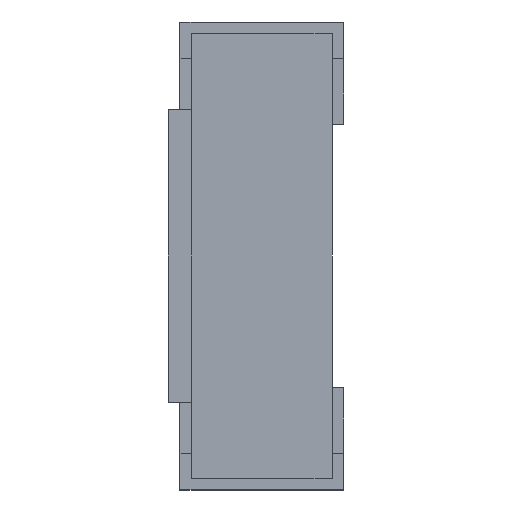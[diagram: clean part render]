
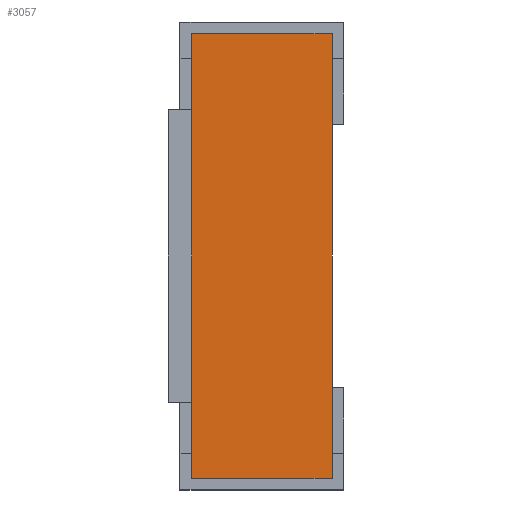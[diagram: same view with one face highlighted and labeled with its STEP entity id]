
A CAD part, left-side view. The second image highlights one B-rep face of the part: STEP entity #3057.
In plain terms, the highlighted planar face has unit normal (-1, 0, 0).
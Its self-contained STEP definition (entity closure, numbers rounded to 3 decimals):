
#19 = ORIENTED_EDGE ( 'NONE', *, *, #4355, .T. ) ;
#98 = VERTEX_POINT ( 'NONE', #1974 ) ;
#316 = CARTESIAN_POINT ( 'NONE',  ( -1.6, 0.52, -0.76 ) ) ;
#418 = VECTOR ( 'NONE', #5269, 1000. ) ;
#500 = VECTOR ( 'NONE', #3928, 1000. ) ;
#758 = DIRECTION ( 'NONE',  ( 0., 0., -1. ) ) ;
#777 = PLANE ( 'NONE',  #4710 ) ;
#1046 = EDGE_CURVE ( 'NONE', #4387, #98, #1178, .T. ) ;
#1064 = ORIENTED_EDGE ( 'NONE', *, *, #1046, .T. ) ;
#1172 = CARTESIAN_POINT ( 'NONE',  ( -1.6, 0.52, -0.76 ) ) ;
#1178 = LINE ( 'NONE', #316, #5821 ) ;
#1453 = DIRECTION ( 'NONE',  ( 0., 0., 1. ) ) ;
#1610 = DIRECTION ( 'NONE',  ( 1., 0., 0. ) ) ;
#1974 = CARTESIAN_POINT ( 'NONE',  ( -1.6, 0.04, -0.76 ) ) ;
#2120 = VERTEX_POINT ( 'NONE', #3472 ) ;
#2617 = CARTESIAN_POINT ( 'NONE',  ( -1.6, 0.56, -0.8 ) ) ;
#2621 = ORIENTED_EDGE ( 'NONE', *, *, #5680, .T. ) ;
#2758 = CARTESIAN_POINT ( 'NONE',  ( -1.6, 0.52, 0.76 ) ) ;
#3057 = ADVANCED_FACE ( 'NONE', ( #4000 ), #777, .F. ) ;
#3314 = CARTESIAN_POINT ( 'NONE',  ( -1.6, 0.04, 0.76 ) ) ;
#3431 = CARTESIAN_POINT ( 'NONE',  ( -1.6, 0.52, 0.76 ) ) ;
#3472 = CARTESIAN_POINT ( 'NONE',  ( -1.6, 0.04, 0.76 ) ) ;
#3616 = ORIENTED_EDGE ( 'NONE', *, *, #4317, .T. ) ;
#3928 = DIRECTION ( 'NONE',  ( 0., 0., -1. ) ) ;
#4000 = FACE_OUTER_BOUND ( 'NONE', #5177, .T. ) ;
#4145 = LINE ( 'NONE', #3314, #4281 ) ;
#4281 = VECTOR ( 'NONE', #1453, 1000. ) ;
#4317 = EDGE_CURVE ( 'NONE', #2120, #5231, #5791, .T. ) ;
#4321 = CARTESIAN_POINT ( 'NONE',  ( -1.6, 0.52, 0.76 ) ) ;
#4355 = EDGE_CURVE ( 'NONE', #5231, #4387, #5205, .T. ) ;
#4387 = VERTEX_POINT ( 'NONE', #1172 ) ;
#4497 = DIRECTION ( 'NONE',  ( 0., -1., 0. ) ) ;
#4710 = AXIS2_PLACEMENT_3D ( 'NONE', #2617, #1610, #758 ) ;
#5177 = EDGE_LOOP ( 'NONE', ( #3616, #19, #1064, #2621 ) ) ;
#5205 = LINE ( 'NONE', #3431, #500 ) ;
#5231 = VERTEX_POINT ( 'NONE', #2758 ) ;
#5269 = DIRECTION ( 'NONE',  ( 0., 1., 0. ) ) ;
#5680 = EDGE_CURVE ( 'NONE', #98, #2120, #4145, .T. ) ;
#5791 = LINE ( 'NONE', #4321, #418 ) ;
#5821 = VECTOR ( 'NONE', #4497, 1000. ) ;
